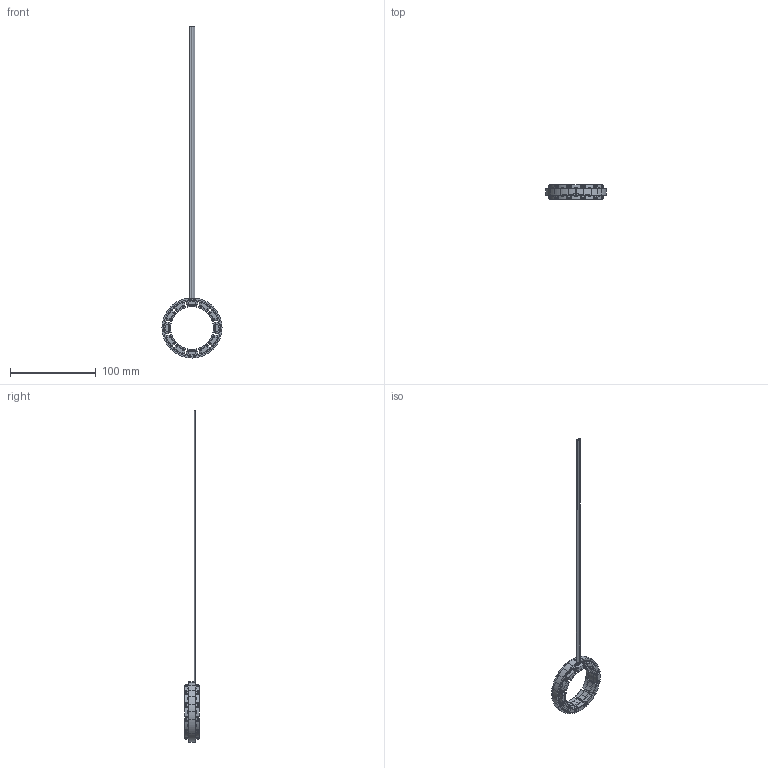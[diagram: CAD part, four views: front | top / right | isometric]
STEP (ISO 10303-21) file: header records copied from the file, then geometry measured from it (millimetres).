
FILE_DESCRIPTION(/* description */ (''),/* implementation_level */ '2;1');
FILE_NAME(/* name */ 'FL070CN007.stp',/* time_stamp */ '2024-05-07T15:49:07-07:00',/* author */ ('Harryle'),/* organization */ (''),/* preprocessor_version */ 'ST-DEVELOPER v19.2',/* originating_system */ 'Autodesk Inventor 2023',/* authorisation */ '');
FILE_SCHEMA (('AUTOMOTIVE_DESIGN { 1 0 10303 214 3 1 1 }'));
Length unit declared in the file: inch
Products named in the file (5): 4613104200150 (2); 4613102500036; 3698153500028; 3 WIRE 18AWG BL54C02; 70MM Med Speed Winding Rep
Assembly tree (16 placements, depth 2):
  4613104200150 (2)
    4613102500036
    3698153500028  x2
    3 WIRE 18AWG BL54C02
    70MM Med Speed Winding Rep  x12
Bounding box: 70 x 17.01 x 387.07 mm (x, y, z)
Volume: 21406 mm3; surface area: 32996.2 mm2
Topology: 18 solids, 18 shells, 1322 faces, 3810 edges, 2524 vertices
Faces by surface type: cylinder 638, plane 636, bspline 48
Full cylindrical faces by diameter (mm): 1.499 x6, 2.032 x1, 66.3 x2
Entity records: 23848 total; most frequent: CARTESIAN_POINT 4769, ORIENTED_EDGE 4014, DIRECTION 3997, EDGE_CURVE 2007, AXIS2_PLACEMENT_3D 1360, VERTEX_POINT 1330, LINE 1277, VECTOR 1277
